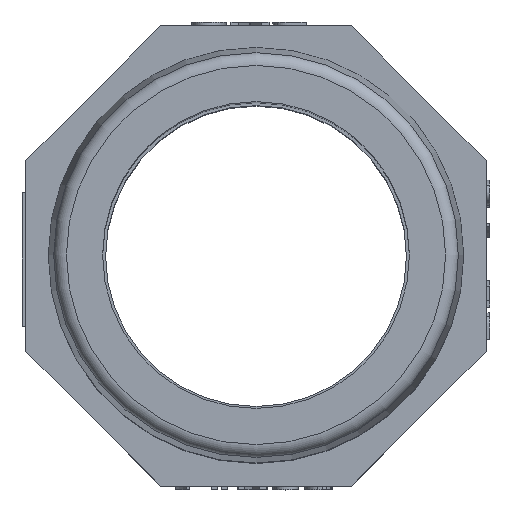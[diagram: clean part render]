
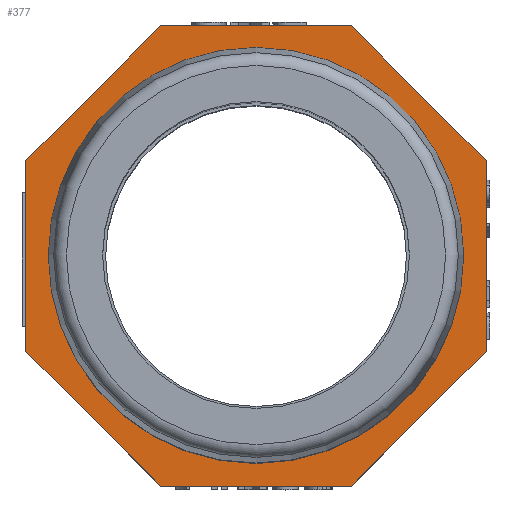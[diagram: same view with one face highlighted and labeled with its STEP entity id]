
A CAD part, top view. The second image highlights one B-rep face of the part: STEP entity #377.
In plain terms, the highlighted planar face has unit normal (0, 0, 1).
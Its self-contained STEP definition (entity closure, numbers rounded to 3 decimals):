
#335=CIRCLE('',#4106,16.209);
#377=ADVANCED_FACE('',(#776,#777),#596,.T.);
#596=PLANE('',#4136);
#776=FACE_BOUND('',#848,.T.);
#777=FACE_BOUND('',#849,.T.);
#848=EDGE_LOOP('',(#1750,#1751,#1752,#1753,#1754,#1755,#1756,#1757));
#849=EDGE_LOOP('',(#1758));
#1072=LINE('',#5068,#1272);
#1076=LINE('',#5374,#1276);
#1080=LINE('',#5643,#1280);
#1084=LINE('',#5794,#1284);
#1086=LINE('',#5944,#1286);
#1087=LINE('',#5945,#1287);
#1088=LINE('',#5946,#1288);
#1089=LINE('',#5947,#1289);
#1272=VECTOR('',#4282,1.);
#1276=VECTOR('',#4288,1.);
#1280=VECTOR('',#4294,1.);
#1284=VECTOR('',#4300,1.);
#1286=VECTOR('',#4366,1.);
#1287=VECTOR('',#4367,1.);
#1288=VECTOR('',#4368,1.);
#1289=VECTOR('',#4369,1.);
#1750=ORIENTED_EDGE('',*,*,#3284,.T.);
#1751=ORIENTED_EDGE('',*,*,#3221,.T.);
#1752=ORIENTED_EDGE('',*,*,#3285,.T.);
#1753=ORIENTED_EDGE('',*,*,#3251,.T.);
#1754=ORIENTED_EDGE('',*,*,#3286,.T.);
#1755=ORIENTED_EDGE('',*,*,#3110,.T.);
#1756=ORIENTED_EDGE('',*,*,#3287,.T.);
#1757=ORIENTED_EDGE('',*,*,#3167,.T.);
#1758=ORIENTED_EDGE('',*,*,#3269,.F.);
#2718=VERTEX_POINT('',#5067);
#2719=VERTEX_POINT('',#5069);
#2775=VERTEX_POINT('',#5373);
#2776=VERTEX_POINT('',#5375);
#2829=VERTEX_POINT('',#5642);
#2830=VERTEX_POINT('',#5644);
#2859=VERTEX_POINT('',#5793);
#2860=VERTEX_POINT('',#5795);
#2877=VERTEX_POINT('',#5900);
#3110=EDGE_CURVE('',#2719,#2718,#1072,.T.);
#3167=EDGE_CURVE('',#2776,#2775,#1076,.T.);
#3221=EDGE_CURVE('',#2830,#2829,#1080,.T.);
#3251=EDGE_CURVE('',#2860,#2859,#1084,.T.);
#3269=EDGE_CURVE('',#2877,#2877,#335,.T.);
#3284=EDGE_CURVE('',#2775,#2830,#1086,.T.);
#3285=EDGE_CURVE('',#2829,#2860,#1087,.T.);
#3286=EDGE_CURVE('',#2859,#2719,#1088,.T.);
#3287=EDGE_CURVE('',#2718,#2776,#1089,.T.);
#4106=AXIS2_PLACEMENT_3D('',#5899,#4306,#4307);
#4136=AXIS2_PLACEMENT_3D('',#5948,#4370,#4371);
#4282=DIRECTION('',(0.,-1.,0.));
#4288=DIRECTION('',(1.,0.,0.));
#4294=DIRECTION('',(0.,1.,0.));
#4300=DIRECTION('',(-1.,0.,0.));
#4306=DIRECTION('',(0.,0.,1.));
#4307=DIRECTION('',(-1.,0.,0.));
#4366=DIRECTION('',(0.707,0.707,0.));
#4367=DIRECTION('',(-0.707,0.707,0.));
#4368=DIRECTION('',(-0.707,-0.707,0.));
#4369=DIRECTION('',(0.707,-0.707,0.));
#4370=DIRECTION('',(0.,0.,1.));
#4371=DIRECTION('',(1.,0.,0.));
#5067=CARTESIAN_POINT('',(337.,-7.456,36.));
#5068=CARTESIAN_POINT('',(337.,7.042,36.));
#5069=CARTESIAN_POINT('',(337.,7.456,36.));
#5373=CARTESIAN_POINT('',(362.456,-18.,36.));
#5374=CARTESIAN_POINT('',(347.958,-18.,36.));
#5375=CARTESIAN_POINT('',(347.544,-18.,36.));
#5642=CARTESIAN_POINT('',(373.,7.456,36.));
#5643=CARTESIAN_POINT('',(373.,-7.042,36.));
#5644=CARTESIAN_POINT('',(373.,-7.456,36.));
#5793=CARTESIAN_POINT('',(347.544,18.,36.));
#5794=CARTESIAN_POINT('',(362.042,18.,36.));
#5795=CARTESIAN_POINT('',(362.456,18.,36.));
#5899=CARTESIAN_POINT('',(355.,0.,36.));
#5900=CARTESIAN_POINT('',(338.791,0.,36.));
#5944=CARTESIAN_POINT('',(362.749,-17.707,36.));
#5945=CARTESIAN_POINT('',(372.707,7.749,36.));
#5946=CARTESIAN_POINT('',(347.251,17.707,36.));
#5947=CARTESIAN_POINT('',(337.293,-7.749,36.));
#5948=CARTESIAN_POINT('',(0.,0.,36.));
